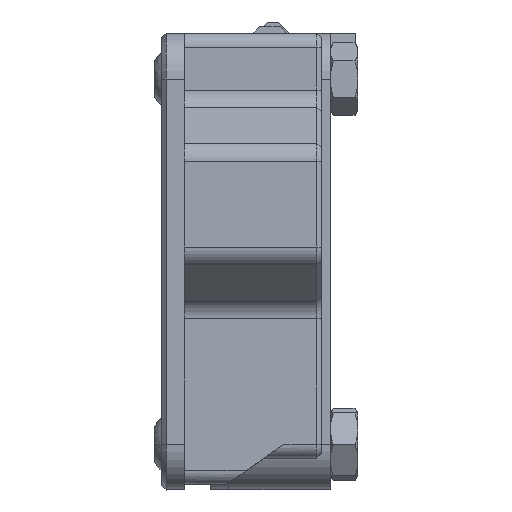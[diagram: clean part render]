
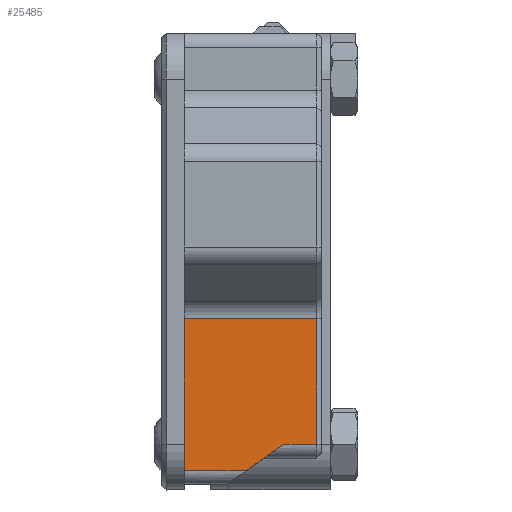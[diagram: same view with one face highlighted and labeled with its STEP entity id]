
A CAD part, front view. The second image highlights one B-rep face of the part: STEP entity #25485.
In plain terms, the highlighted face is planar.
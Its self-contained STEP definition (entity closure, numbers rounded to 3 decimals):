
#1723=PLANE('',#27833);
#2976=FACE_OUTER_BOUND('',#4480,.T.);
#4480=EDGE_LOOP('',(#21959,#21960,#21961,#21962,#21963,#21964));
#6277=LINE('',#46828,#8632);
#6338=LINE('',#47285,#8693);
#6340=LINE('',#47291,#8695);
#6477=LINE('',#47790,#8832);
#6511=LINE('',#47941,#8866);
#6529=LINE('',#48000,#8884);
#8632=VECTOR('',#32778,1000.);
#8693=VECTOR('',#32975,1000.);
#8695=VECTOR('',#32981,1000.);
#8832=VECTOR('',#33350,1000.);
#8866=VECTOR('',#33466,1000.);
#8884=VECTOR('',#33520,1000.);
#12043=VERTEX_POINT('',#46825);
#12044=VERTEX_POINT('',#46827);
#12111=VERTEX_POINT('',#47241);
#12113=VERTEX_POINT('',#47247);
#12125=VERTEX_POINT('',#47289);
#12229=VERTEX_POINT('',#47789);
#15153=EDGE_CURVE('',#12043,#12044,#6277,.T.);
#15277=EDGE_CURVE('',#12111,#12043,#6338,.T.);
#15280=EDGE_CURVE('',#12113,#12125,#6340,.T.);
#15476=EDGE_CURVE('',#12044,#12229,#6477,.T.);
#15536=EDGE_CURVE('',#12229,#12125,#6511,.T.);
#15562=EDGE_CURVE('',#12113,#12111,#6529,.T.);
#21959=ORIENTED_EDGE('',*,*,#15562,.F.);
#21960=ORIENTED_EDGE('',*,*,#15280,.T.);
#21961=ORIENTED_EDGE('',*,*,#15536,.F.);
#21962=ORIENTED_EDGE('',*,*,#15476,.F.);
#21963=ORIENTED_EDGE('',*,*,#15153,.F.);
#21964=ORIENTED_EDGE('',*,*,#15277,.F.);
#25485=ADVANCED_FACE('',(#2976),#1723,.T.);
#27833=AXIS2_PLACEMENT_3D('',#48159,#33749,#33750);
#32778=DIRECTION('',(0.,-0.574,-0.819));
#32975=DIRECTION('',(0.,0.,-1.));
#32981=DIRECTION('',(0.,0.,-1.));
#33350=DIRECTION('',(0.,0.,-1.));
#33466=DIRECTION('',(0.,1.,0.));
#33520=DIRECTION('',(0.,-1.,0.));
#33749=DIRECTION('center_axis',(-1.,0.,0.));
#33750=DIRECTION('ref_axis',(0.,1.,0.));
#46825=CARTESIAN_POINT('',(70.478,-110.991,50.576));
#46827=CARTESIAN_POINT('',(70.478,-113.291,47.292));
#46828=CARTESIAN_POINT('',(70.478,-106.159,57.478));
#47241=CARTESIAN_POINT('',(70.478,-110.991,53.463));
#47247=CARTESIAN_POINT('',(70.478,-99.976,53.463));
#47285=CARTESIAN_POINT('',(70.478,-110.991,52.863));
#47289=CARTESIAN_POINT('',(70.478,-99.976,41.862));
#47291=CARTESIAN_POINT('',(70.478,-99.976,56.863));
#47789=CARTESIAN_POINT('',(70.478,-113.291,41.862));
#47790=CARTESIAN_POINT('',(70.478,-113.291,56.863));
#47941=CARTESIAN_POINT('',(70.478,-111.691,41.862));
#48000=CARTESIAN_POINT('',(70.478,-96.072,53.463));
#48159=CARTESIAN_POINT('Origin',(70.478,-79.953,56.863));
